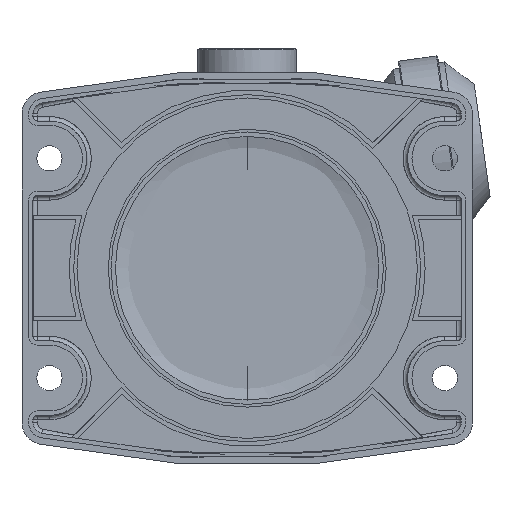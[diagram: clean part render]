
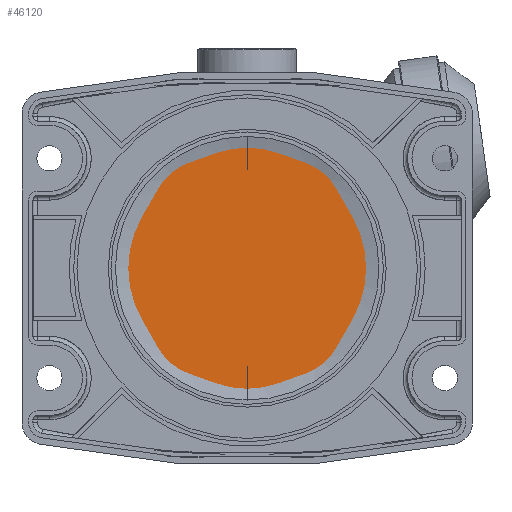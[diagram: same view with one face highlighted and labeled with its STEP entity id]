
A CAD part, front view. The second image highlights one B-rep face of the part: STEP entity #46120.
In plain terms, the highlighted face is planar.
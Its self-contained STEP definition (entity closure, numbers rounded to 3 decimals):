
#3031 = CIRCLE ( 'NONE', #17447, 65.5 ) ;
#3464 = DIRECTION ( 'NONE',  ( -1., 0., 0. ) ) ;
#7454 = FACE_OUTER_BOUND ( 'NONE', #10062, .T. ) ;
#10062 = EDGE_LOOP ( 'NONE', ( #47085, #31295 ) ) ;
#12097 = AXIS2_PLACEMENT_3D ( 'NONE', #51918, #23729, #47661 ) ;
#13929 = CARTESIAN_POINT ( 'NONE',  ( -65.5, 0., 12. ) ) ;
#13966 = CARTESIAN_POINT ( 'NONE',  ( 0., 0., 12. ) ) ;
#14226 = DIRECTION ( 'NONE',  ( 0., 0., -1. ) ) ;
#15467 = VERTEX_POINT ( 'NONE', #36222 ) ;
#17447 = AXIS2_PLACEMENT_3D ( 'NONE', #13966, #14226, #22221 ) ;
#19679 = PLANE ( 'NONE',  #41275 ) ;
#22221 = DIRECTION ( 'NONE',  ( -1., 0., 0. ) ) ;
#23662 = CARTESIAN_POINT ( 'NONE',  ( -133., 133., 12. ) ) ;
#23729 = DIRECTION ( 'NONE',  ( 0., 0., -1. ) ) ;
#28158 = EDGE_CURVE ( 'NONE', #38575, #15467, #36724, .T. ) ;
#31295 = ORIENTED_EDGE ( 'NONE', *, *, #50300, .T. ) ;
#36222 = CARTESIAN_POINT ( 'NONE',  ( 65.5, 0., 12. ) ) ;
#36724 = CIRCLE ( 'NONE', #12097, 65.5 ) ;
#38575 = VERTEX_POINT ( 'NONE', #13929 ) ;
#39878 = DIRECTION ( 'NONE',  ( 0., 0., -1. ) ) ;
#41275 = AXIS2_PLACEMENT_3D ( 'NONE', #23662, #39878, #3464 ) ;
#46120 = ADVANCED_FACE ( 'NONE', ( #7454 ), #19679, .T. ) ;
#47085 = ORIENTED_EDGE ( 'NONE', *, *, #28158, .T. ) ;
#47661 = DIRECTION ( 'NONE',  ( -1., 0., 0. ) ) ;
#50300 = EDGE_CURVE ( 'NONE', #15467, #38575, #3031, .T. ) ;
#51918 = CARTESIAN_POINT ( 'NONE',  ( 0., 0., 12. ) ) ;
